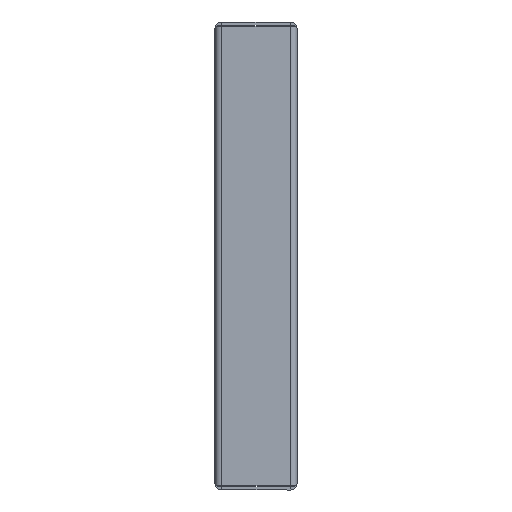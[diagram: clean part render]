
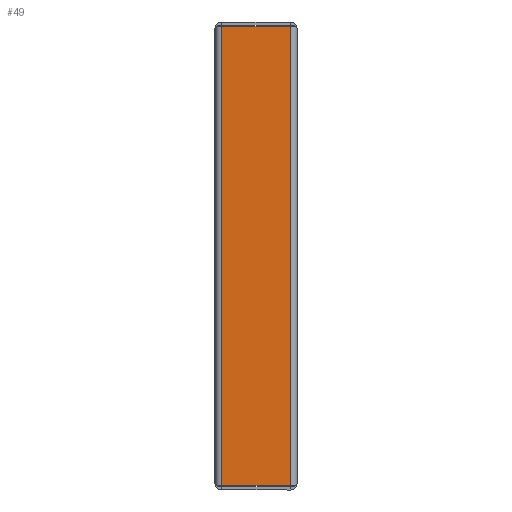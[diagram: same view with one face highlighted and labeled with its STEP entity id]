
A CAD part, left-side view. The second image highlights one B-rep face of the part: STEP entity #49.
In plain terms, the highlighted face is planar.
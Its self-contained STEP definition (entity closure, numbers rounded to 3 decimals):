
#49 = ADVANCED_FACE ( 'NONE', ( #1719 ), #1453, .T. ) ;
#70 = VERTEX_POINT ( 'NONE', #2398 ) ;
#91 = DIRECTION ( 'NONE',  ( 0., 1., 0. ) ) ;
#368 = VERTEX_POINT ( 'NONE', #2838 ) ;
#396 = LINE ( 'NONE', #2628, #995 ) ;
#423 = EDGE_CURVE ( 'NONE', #70, #368, #1222, .T. ) ;
#439 = CARTESIAN_POINT ( 'NONE',  ( 0., 0., 0. ) ) ;
#508 = CARTESIAN_POINT ( 'NONE',  ( -280., -42., 0. ) ) ;
#614 = ORIENTED_EDGE ( 'NONE', *, *, #1079, .T. ) ;
#747 = DIRECTION ( 'NONE',  ( 1., 0., 0. ) ) ;
#781 = VECTOR ( 'NONE', #747, 1000. ) ;
#845 = ORIENTED_EDGE ( 'NONE', *, *, #896, .T. ) ;
#850 = VERTEX_POINT ( 'NONE', #1214 ) ;
#896 = EDGE_CURVE ( 'NONE', #1466, #850, #2213, .T. ) ;
#995 = VECTOR ( 'NONE', #2101, 1000. ) ;
#1079 = EDGE_CURVE ( 'NONE', #368, #1466, #396, .T. ) ;
#1190 = VECTOR ( 'NONE', #91, 1000. ) ;
#1214 = CARTESIAN_POINT ( 'NONE',  ( 280., -42., 0. ) ) ;
#1222 = LINE ( 'NONE', #2895, #2874 ) ;
#1435 = DIRECTION ( 'NONE',  ( 1., 0., 0. ) ) ;
#1453 = PLANE ( 'NONE',  #2966 ) ;
#1466 = VERTEX_POINT ( 'NONE', #508 ) ;
#1630 = EDGE_LOOP ( 'NONE', ( #614, #845, #2704, #2168 ) ) ;
#1719 = FACE_OUTER_BOUND ( 'NONE', #1630, .T. ) ;
#1795 = LINE ( 'NONE', #3035, #1190 ) ;
#2101 = DIRECTION ( 'NONE',  ( 0., -1., 0. ) ) ;
#2168 = ORIENTED_EDGE ( 'NONE', *, *, #423, .T. ) ;
#2213 = LINE ( 'NONE', #2931, #781 ) ;
#2398 = CARTESIAN_POINT ( 'NONE',  ( 280., 42., 0. ) ) ;
#2505 = EDGE_CURVE ( 'NONE', #850, #70, #1795, .T. ) ;
#2628 = CARTESIAN_POINT ( 'NONE',  ( -280., -50., 0. ) ) ;
#2673 = DIRECTION ( 'NONE',  ( 0., 0., 1. ) ) ;
#2704 = ORIENTED_EDGE ( 'NONE', *, *, #2505, .T. ) ;
#2739 = DIRECTION ( 'NONE',  ( -1., 0., 0. ) ) ;
#2838 = CARTESIAN_POINT ( 'NONE',  ( -280., 42., 0. ) ) ;
#2874 = VECTOR ( 'NONE', #2739, 1000. ) ;
#2895 = CARTESIAN_POINT ( 'NONE',  ( 280., 42., 0. ) ) ;
#2931 = CARTESIAN_POINT ( 'NONE',  ( -280., -42., 0. ) ) ;
#2966 = AXIS2_PLACEMENT_3D ( 'NONE', #439, #2673, #1435 ) ;
#3035 = CARTESIAN_POINT ( 'NONE',  ( 280., -50., 0. ) ) ;
